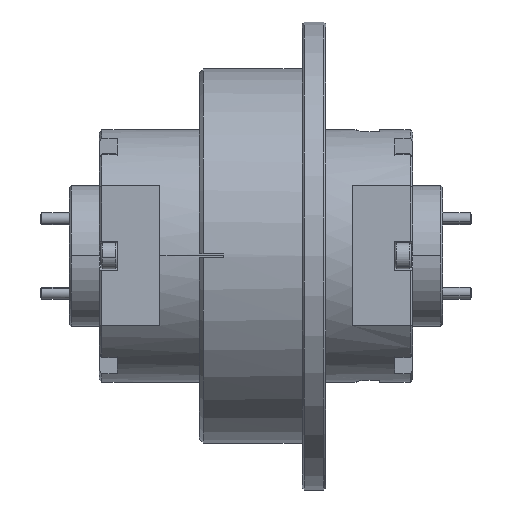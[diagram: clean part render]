
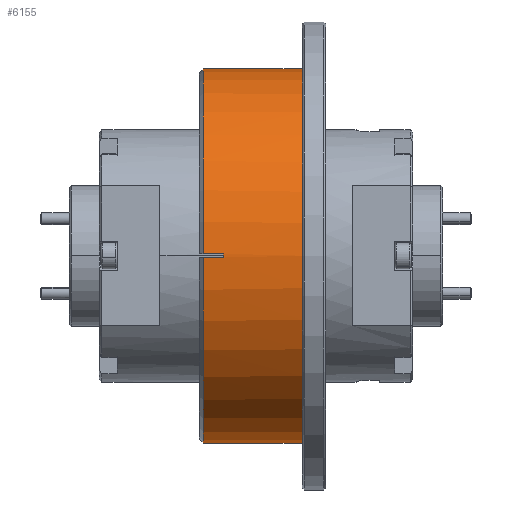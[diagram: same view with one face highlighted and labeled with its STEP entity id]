
A CAD part, top view. The second image highlights one B-rep face of the part: STEP entity #6155.
In plain terms, the highlighted cylindrical face has radius 25.4 mm (diameter 50.8 mm), a partial arc.
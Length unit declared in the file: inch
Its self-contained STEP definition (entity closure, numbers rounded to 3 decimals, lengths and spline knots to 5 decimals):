
#42 = DIRECTION ( 'NONE',  ( 1., 0., 0. ) ) ;
#219 = DIRECTION ( 'NONE',  ( 1., 0., 0. ) ) ;
#837 = CIRCLE ( 'NONE', #2720, 1. ) ;
#915 = EDGE_CURVE ( 'NONE', #11632, #21705, #20054, .T. ) ;
#959 = CARTESIAN_POINT ( 'NONE',  ( -0.4685, 0.01, 0.99995 ) ) ;
#1203 = LINE ( 'NONE', #8339, #4761 ) ;
#1337 = DIRECTION ( 'NONE',  ( 1., 0., 0. ) ) ;
#1589 = EDGE_CURVE ( 'NONE', #8428, #11632, #19297, .T. ) ;
#2088 = CYLINDRICAL_SURFACE ( 'NONE', #14195, 1. ) ;
#2720 = AXIS2_PLACEMENT_3D ( 'NONE', #9065, #8708, #5197 ) ;
#3560 = CARTESIAN_POINT ( 'NONE',  ( 0.06, 0., 0. ) ) ;
#3968 = DIRECTION ( 'NONE',  ( 1., 0., 0. ) ) ;
#3997 = VERTEX_POINT ( 'NONE', #22689 ) ;
#4047 = EDGE_CURVE ( 'NONE', #5932, #8428, #1203, .T. ) ;
#4245 = LINE ( 'NONE', #15224, #21396 ) ;
#4709 = DIRECTION ( 'NONE',  ( 1., 0., 0. ) ) ;
#4727 = VECTOR ( 'NONE', #219, 39.37008 ) ;
#4761 = VECTOR ( 'NONE', #8448, 39.37008 ) ;
#4792 = DIRECTION ( 'NONE',  ( -1., 0., 0. ) ) ;
#4907 = DIRECTION ( 'NONE',  ( 0., -1., 0. ) ) ;
#4995 = EDGE_CURVE ( 'NONE', #5932, #13749, #9374, .T. ) ;
#5133 = CARTESIAN_POINT ( 'NONE',  ( -0.3615, 0., 0. ) ) ;
#5197 = DIRECTION ( 'NONE',  ( 0., 0., -1. ) ) ;
#5232 = CARTESIAN_POINT ( 'NONE',  ( 0.06, -1., 0. ) ) ;
#5932 = VERTEX_POINT ( 'NONE', #10280 ) ;
#6064 = CARTESIAN_POINT ( 'NONE',  ( -3.18993, 0., 0. ) ) ;
#6155 = ADVANCED_FACE ( 'NONE', ( #21797 ), #2088, .T. ) ;
#6519 = CARTESIAN_POINT ( 'NONE',  ( -0.4685, -1., 0. ) ) ;
#7430 = EDGE_LOOP ( 'NONE', ( #10032, #17265, #14221, #22399, #17036, #17583, #13435, #21782 ) ) ;
#8339 = CARTESIAN_POINT ( 'NONE',  ( -0.3635, -0.01, 0.99995 ) ) ;
#8428 = VERTEX_POINT ( 'NONE', #20333 ) ;
#8448 = DIRECTION ( 'NONE',  ( -1., 0., 0. ) ) ;
#8484 = DIRECTION ( 'NONE',  ( 0., 0., 1. ) ) ;
#8493 = VERTEX_POINT ( 'NONE', #13227 ) ;
#8708 = DIRECTION ( 'NONE',  ( 1., 0., 0. ) ) ;
#9065 = CARTESIAN_POINT ( 'NONE',  ( -0.4685, 0., 0. ) ) ;
#9374 = CIRCLE ( 'NONE', #10488, 1. ) ;
#9422 = CARTESIAN_POINT ( 'NONE',  ( -3.18993, 1., 0. ) ) ;
#9473 = EDGE_CURVE ( 'NONE', #8493, #3997, #11383, .T. ) ;
#9565 = DIRECTION ( 'NONE',  ( 0., 1., 0. ) ) ;
#10032 = ORIENTED_EDGE ( 'NONE', *, *, #1589, .T. ) ;
#10280 = CARTESIAN_POINT ( 'NONE',  ( -0.3615, -0.01, 0.99995 ) ) ;
#10330 = CARTESIAN_POINT ( 'NONE',  ( -0.3615, 0.01, 0.99995 ) ) ;
#10488 = AXIS2_PLACEMENT_3D ( 'NONE', #5133, #4792, #4907 ) ;
#11383 = LINE ( 'NONE', #9422, #16057 ) ;
#11632 = VERTEX_POINT ( 'NONE', #6519 ) ;
#12186 = EDGE_CURVE ( 'NONE', #8493, #17814, #837, .T. ) ;
#13227 = CARTESIAN_POINT ( 'NONE',  ( -0.4685, 1., 0. ) ) ;
#13435 = ORIENTED_EDGE ( 'NONE', *, *, #4995, .F. ) ;
#13602 = CARTESIAN_POINT ( 'NONE',  ( -0.4685, 0., 0. ) ) ;
#13749 = VERTEX_POINT ( 'NONE', #10330 ) ;
#14195 = AXIS2_PLACEMENT_3D ( 'NONE', #6064, #3968, #9565 ) ;
#14221 = ORIENTED_EDGE ( 'NONE', *, *, #14897, .F. ) ;
#14767 = DIRECTION ( 'NONE',  ( 1., 0., 0. ) ) ;
#14897 = EDGE_CURVE ( 'NONE', #3997, #21705, #18922, .T. ) ;
#15224 = CARTESIAN_POINT ( 'NONE',  ( -0.3635, 0.01, 0.99995 ) ) ;
#16057 = VECTOR ( 'NONE', #14767, 39.37008 ) ;
#17036 = ORIENTED_EDGE ( 'NONE', *, *, #12186, .T. ) ;
#17265 = ORIENTED_EDGE ( 'NONE', *, *, #915, .T. ) ;
#17583 = ORIENTED_EDGE ( 'NONE', *, *, #19078, .T. ) ;
#17785 = DIRECTION ( 'NONE',  ( 0., 1., 0. ) ) ;
#17813 = AXIS2_PLACEMENT_3D ( 'NONE', #3560, #42, #17785 ) ;
#17814 = VERTEX_POINT ( 'NONE', #959 ) ;
#17848 = CARTESIAN_POINT ( 'NONE',  ( -3.18993, -1., 0. ) ) ;
#18922 = CIRCLE ( 'NONE', #17813, 1. ) ;
#19078 = EDGE_CURVE ( 'NONE', #17814, #13749, #4245, .T. ) ;
#19297 = CIRCLE ( 'NONE', #23024, 1. ) ;
#20054 = LINE ( 'NONE', #17848, #4727 ) ;
#20333 = CARTESIAN_POINT ( 'NONE',  ( -0.4685, -0.01, 0.99995 ) ) ;
#21396 = VECTOR ( 'NONE', #4709, 39.37008 ) ;
#21705 = VERTEX_POINT ( 'NONE', #5232 ) ;
#21782 = ORIENTED_EDGE ( 'NONE', *, *, #4047, .T. ) ;
#21797 = FACE_OUTER_BOUND ( 'NONE', #7430, .T. ) ;
#22399 = ORIENTED_EDGE ( 'NONE', *, *, #9473, .F. ) ;
#22689 = CARTESIAN_POINT ( 'NONE',  ( 0.06, 1., 0. ) ) ;
#23024 = AXIS2_PLACEMENT_3D ( 'NONE', #13602, #1337, #8484 ) ;
